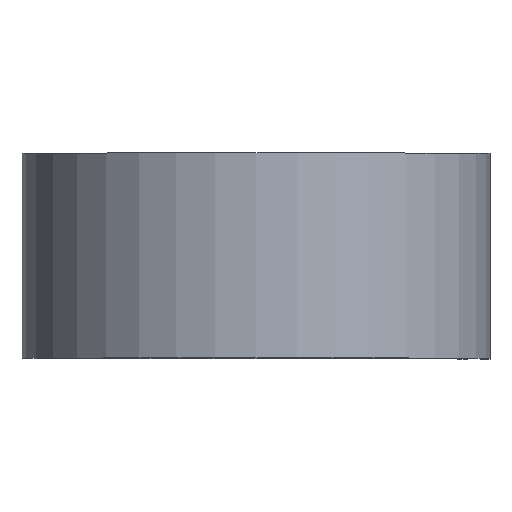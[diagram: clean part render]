
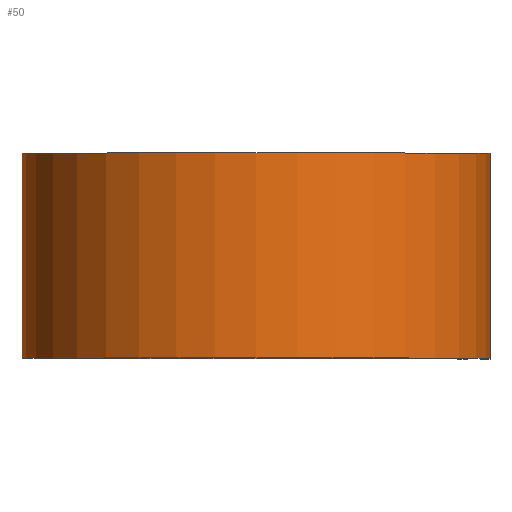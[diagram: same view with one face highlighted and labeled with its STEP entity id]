
A CAD part, top view. The second image highlights one B-rep face of the part: STEP entity #50.
In plain terms, the highlighted cylindrical face has radius 28.994 mm (diameter 57.988 mm), a partial arc.
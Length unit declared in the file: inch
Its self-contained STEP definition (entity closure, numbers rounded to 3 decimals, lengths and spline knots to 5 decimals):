
#7 = DIRECTION ( 'NONE',  ( 0., -1., 0. ) ) ;
#19 = VERTEX_POINT ( 'NONE', #571 ) ;
#32 = EDGE_CURVE ( 'NONE', #107, #201, #288, .T. ) ;
#34 = EDGE_CURVE ( 'NONE', #19, #201, #285, .T. ) ;
#35 = ORIENTED_EDGE ( 'NONE', *, *, #32, .T. ) ;
#38 = VERTEX_POINT ( 'NONE', #458 ) ;
#50 = ADVANCED_FACE ( 'NONE', ( #287 ), #301, .T. ) ;
#71 = ORIENTED_EDGE ( 'NONE', *, *, #279, .F. ) ;
#92 = CARTESIAN_POINT ( 'NONE',  ( 0., -0.5, -1.1415 ) ) ;
#107 = VERTEX_POINT ( 'NONE', #92 ) ;
#201 = VERTEX_POINT ( 'NONE', #221 ) ;
#221 = CARTESIAN_POINT ( 'NONE',  ( 1.1415, -0.5, 0. ) ) ;
#268 = AXIS2_PLACEMENT_3D ( 'NONE', #554, #556, #557 ) ;
#279 = EDGE_CURVE ( 'NONE', #38, #19, #373, .T. ) ;
#285 = LINE ( 'NONE', #519, #289 ) ;
#287 = FACE_OUTER_BOUND ( 'NONE', #325, .T. ) ;
#288 = CIRCLE ( 'NONE', #537, 1.1415 ) ;
#289 = VECTOR ( 'NONE', #333, 39.37008 ) ;
#301 = CYLINDRICAL_SURFACE ( 'NONE', #704, 1.1415 ) ;
#325 = EDGE_LOOP ( 'NONE', ( #35, #531, #71, #553 ) ) ;
#333 = DIRECTION ( 'NONE',  ( 0., -1., 0. ) ) ;
#371 = EDGE_CURVE ( 'NONE', #38, #107, #429, .T. ) ;
#373 = CIRCLE ( 'NONE', #268, 1.1415 ) ;
#410 = DIRECTION ( 'NONE',  ( 0., 1., 0. ) ) ;
#429 = LINE ( 'NONE', #473, #432 ) ;
#432 = VECTOR ( 'NONE', #7, 39.37008 ) ;
#458 = CARTESIAN_POINT ( 'NONE',  ( 0., 0.5, -1.1415 ) ) ;
#465 = CARTESIAN_POINT ( 'NONE',  ( 0., 0.5, 0. ) ) ;
#471 = CARTESIAN_POINT ( 'NONE',  ( 0., -0.5, 0. ) ) ;
#473 = CARTESIAN_POINT ( 'NONE',  ( 0., 0.5, -1.1415 ) ) ;
#474 = DIRECTION ( 'NONE',  ( 1., 0., 0. ) ) ;
#519 = CARTESIAN_POINT ( 'NONE',  ( 1.1415, 0.5, 0. ) ) ;
#528 = DIRECTION ( 'NONE',  ( 0., -1., 0. ) ) ;
#531 = ORIENTED_EDGE ( 'NONE', *, *, #34, .F. ) ;
#537 = AXIS2_PLACEMENT_3D ( 'NONE', #471, #410, #474 ) ;
#553 = ORIENTED_EDGE ( 'NONE', *, *, #371, .T. ) ;
#554 = CARTESIAN_POINT ( 'NONE',  ( 0., 0.5, 0. ) ) ;
#556 = DIRECTION ( 'NONE',  ( 0., 1., 0. ) ) ;
#557 = DIRECTION ( 'NONE',  ( 1., 0., 0. ) ) ;
#561 = DIRECTION ( 'NONE',  ( 0., 0., -1. ) ) ;
#571 = CARTESIAN_POINT ( 'NONE',  ( 1.1415, 0.5, 0. ) ) ;
#704 = AXIS2_PLACEMENT_3D ( 'NONE', #465, #528, #561 ) ;
